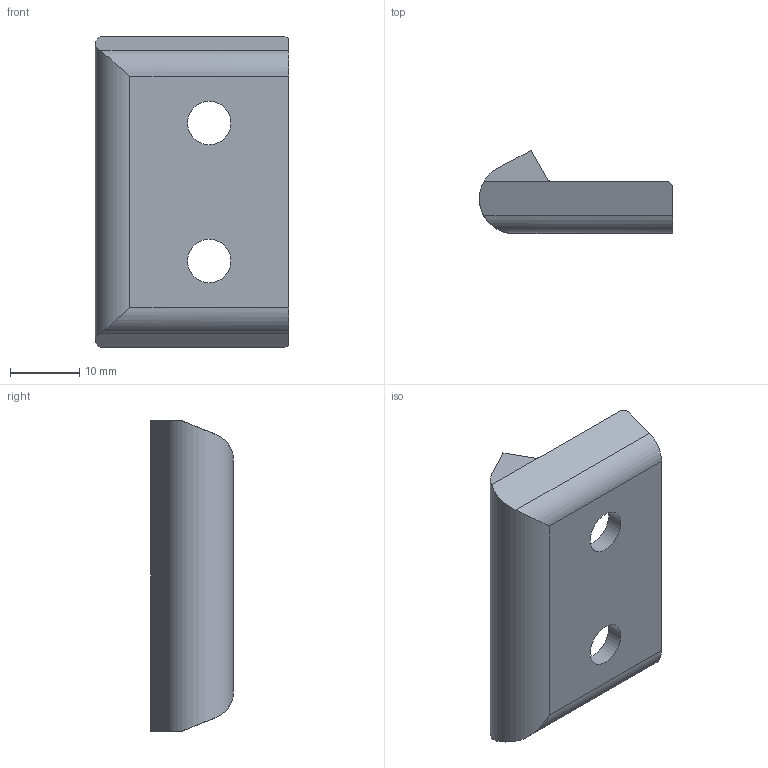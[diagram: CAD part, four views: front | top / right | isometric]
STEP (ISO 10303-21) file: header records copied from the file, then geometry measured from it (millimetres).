
FILE_DESCRIPTION( ( 'STEP AP214' ), '1' );
FILE_NAME( 'K0048.9163281Form A.stp', '2019-05-29T14:22:26', ( '' ), ( '' ), ' ', 'PARTsolutions', ' ' );
FILE_SCHEMA( ( 'AUTOMOTIVE_DESIGN { 1 0 10303 214 1 1 1 1 }' ) );
Length unit declared in the file: millimetre
Products named in the file (3): K0048.9163281Form A; _K0048.9163281_dummy_1; _1_gegenhaken.
Assembly tree (2 placements, depth 2):
  K0048.9163281Form A
    _K0048.9163281_dummy_1
    _1_gegenhaken.
Bounding box: 28 x 12 x 45 mm (x, y, z)
Volume: 4448.4 mm3; surface area: 4094.6 mm2
Topology: 1 solids, 1 shells, 34 faces, 92 edges, 61 vertices
Faces by surface type: plane 21, cylinder 13
Full cylindrical faces by diameter (mm): 6.3 x2
Entity records: 1434 total; most frequent: CARTESIAN_POINT 230, DIRECTION 188, ORIENTED_EDGE 180, EDGE_CURVE 90, AXIS2_PLACEMENT_3D 65, VERTEX_POINT 60, LINE 58, VECTOR 58
